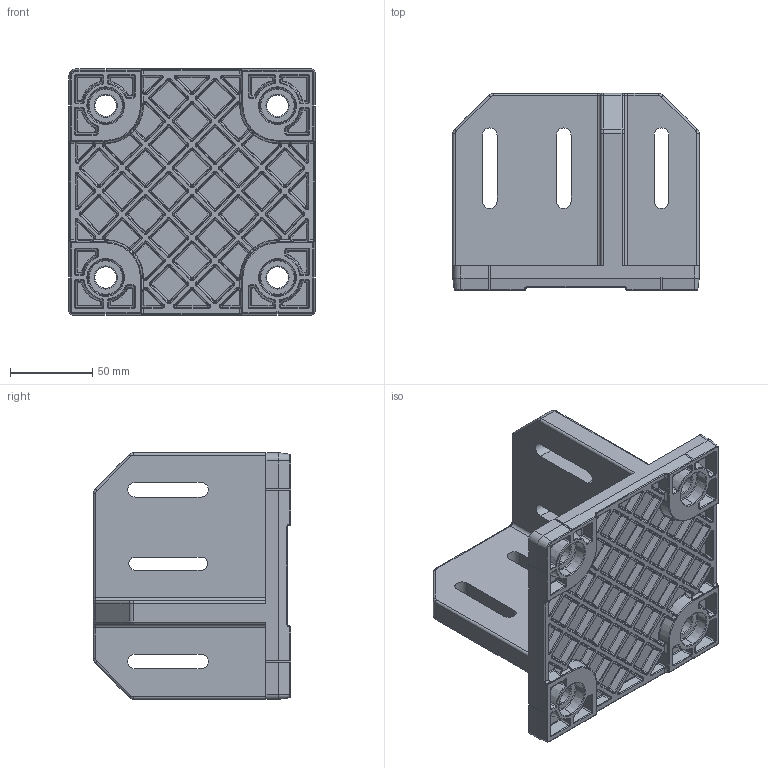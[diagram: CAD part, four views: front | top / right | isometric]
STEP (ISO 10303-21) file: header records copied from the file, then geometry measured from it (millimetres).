
FILE_DESCRIPTION(/* description */ (''),/* implementation_level */ '2;1');
FILE_NAME(/* name */ '80020_KriTec_Fusskonsole_10_150x150_schwer.stp',/* time_stamp */ '2015-08-10T11:12:31+02:00',/* author */ ('kostic'),/* organization */ (''),/* preprocessor_version */ 'ST-DEVELOPER v15.2',/* originating_system */ 'Autodesk Inventor 2014',/* authorisation */ '');
FILE_SCHEMA (('CONFIG_CONTROL_DESIGN'));
Products named in the file (1): 80020_KriTec_Fusskonsole_10_150x150_schwer
Bounding box: 150 x 120 x 150 mm (x, y, z)
Volume: 610192.1 mm3; surface area: 133870.4 mm2
Topology: 1 solids, 1 shells, 2182 faces, 5167 edges, 2991 vertices
Faces by surface type: bspline 852, cylinder 808, plane 368, torus 101, cone 44, sphere 9
Entity records: 70481 total; most frequent: CARTESIAN_POINT 27937, ORIENTED_EDGE 10254, DIRECTION 7705, EDGE_CURVE 5127, VERTEX_POINT 2991, AXIS2_PLACEMENT_3D 2977, EDGE_LOOP 2246, FACE_OUTER_BOUND 2182
